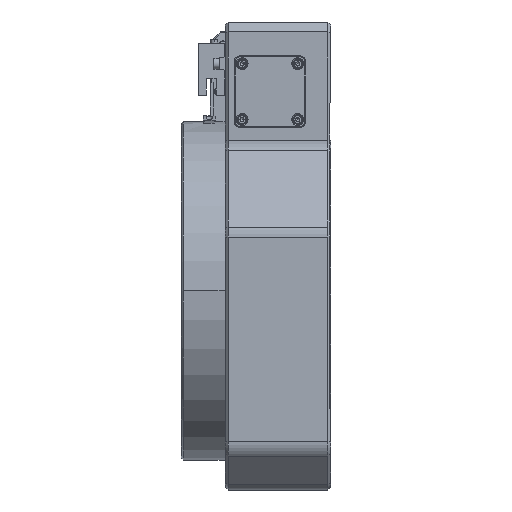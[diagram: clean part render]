
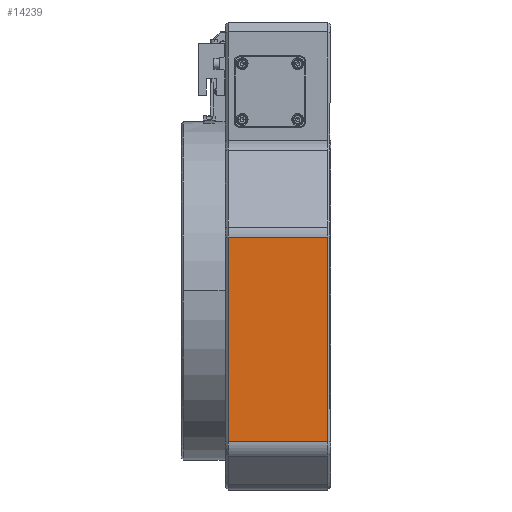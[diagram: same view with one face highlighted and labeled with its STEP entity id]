
A CAD part, left-side view. The second image highlights one B-rep face of the part: STEP entity #14239.
In plain terms, the highlighted planar face has unit normal (-1, 0, 0).
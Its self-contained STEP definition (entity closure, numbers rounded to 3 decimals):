
#2610 = EDGE_CURVE ( 'NONE', #25234, #11553, #18054, .T. ) ;
#3768 = ORIENTED_EDGE ( 'NONE', *, *, #7694, .T. ) ;
#4473 = DIRECTION ( 'NONE',  ( 0., 1., 0. ) ) ;
#4738 = CARTESIAN_POINT ( 'NONE',  ( -100., 51.5, -75.858 ) ) ;
#5845 = ORIENTED_EDGE ( 'NONE', *, *, #2610, .T. ) ;
#6493 = CARTESIAN_POINT ( 'NONE',  ( -100., 53., -100. ) ) ;
#7662 = DIRECTION ( 'NONE',  ( 0., 0., 1. ) ) ;
#7694 = EDGE_CURVE ( 'NONE', #12761, #20226, #23467, .T. ) ;
#7744 = CARTESIAN_POINT ( 'NONE',  ( -100., 51.5, -75.858 ) ) ;
#7774 = LINE ( 'NONE', #16119, #16531 ) ;
#8622 = ORIENTED_EDGE ( 'NONE', *, *, #20954, .T. ) ;
#8839 = CARTESIAN_POINT ( 'NONE',  ( -100., 51.5, 27.019 ) ) ;
#11553 = VERTEX_POINT ( 'NONE', #18921 ) ;
#11744 = ORIENTED_EDGE ( 'NONE', *, *, #17192, .T. ) ;
#12761 = VERTEX_POINT ( 'NONE', #8839 ) ;
#13076 = DIRECTION ( 'NONE',  ( 0., 0., -1. ) ) ;
#13484 = EDGE_LOOP ( 'NONE', ( #8622, #5845, #11744, #3768 ) ) ;
#14239 = ADVANCED_FACE ( 'NONE', ( #16878 ), #25212, .F. ) ;
#14830 = DIRECTION ( 'NONE',  ( 1., 0., 0. ) ) ;
#14868 = LINE ( 'NONE', #23203, #23760 ) ;
#15423 = AXIS2_PLACEMENT_3D ( 'NONE', #6493, #14830, #23162 ) ;
#15452 = VECTOR ( 'NONE', #7662, 1000. ) ;
#16119 = CARTESIAN_POINT ( 'NONE',  ( -100., 0., -75.858 ) ) ;
#16531 = VECTOR ( 'NONE', #24451, 1000. ) ;
#16878 = FACE_OUTER_BOUND ( 'NONE', #13484, .T. ) ;
#17192 = EDGE_CURVE ( 'NONE', #11553, #12761, #14868, .T. ) ;
#17204 = VECTOR ( 'NONE', #13076, 1000. ) ;
#18054 = LINE ( 'NONE', #26371, #15452 ) ;
#18921 = CARTESIAN_POINT ( 'NONE',  ( -100., 1.5, 27.019 ) ) ;
#19901 = CARTESIAN_POINT ( 'NONE',  ( -100., 1.5, -75.858 ) ) ;
#20226 = VERTEX_POINT ( 'NONE', #7744 ) ;
#20954 = EDGE_CURVE ( 'NONE', #20226, #25234, #7774, .T. ) ;
#23162 = DIRECTION ( 'NONE',  ( 0., 0., -1. ) ) ;
#23203 = CARTESIAN_POINT ( 'NONE',  ( -100., 53., 27.019 ) ) ;
#23467 = LINE ( 'NONE', #4738, #17204 ) ;
#23760 = VECTOR ( 'NONE', #4473, 1000. ) ;
#24451 = DIRECTION ( 'NONE',  ( 0., -1., 0. ) ) ;
#25212 = PLANE ( 'NONE',  #15423 ) ;
#25234 = VERTEX_POINT ( 'NONE', #19901 ) ;
#26371 = CARTESIAN_POINT ( 'NONE',  ( -100., 1.5, -100. ) ) ;
